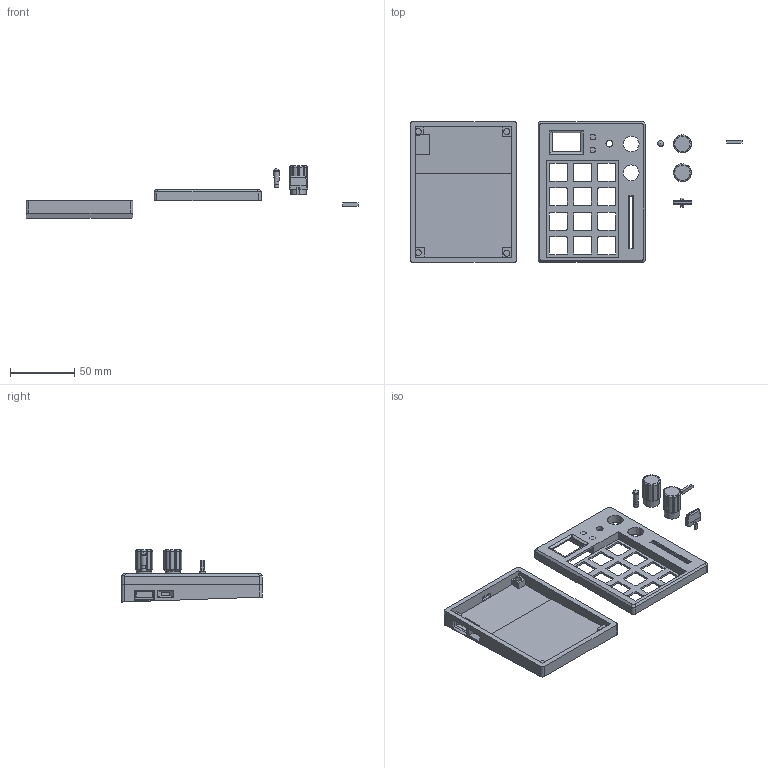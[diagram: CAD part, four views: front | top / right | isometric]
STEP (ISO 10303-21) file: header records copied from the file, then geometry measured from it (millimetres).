
FILE_DESCRIPTION(/* description */ (''),/* implementation_level */ '2;1');
FILE_NAME(/* name */ 'Lukepad.step',/* time_stamp */ '2024-10-19T22:39:30-07:00',/* author */ (''),/* organization */ (''),/* preprocessor_version */ 'ST-DEVELOPER v20',/* originating_system */ 'Autodesk Translation Framework v13.20.0.188',/* authorisation */ '');
FILE_SCHEMA (('AUTOMOTIVE_DESIGN { 1 0 10303 214 3 1 1 }'));
Length unit declared in the file: millimetre
Products named in the file (10): Export; Plate v2 (1); Case (1); Encoder Knob (2) (1); Toggle Cap (1); Slider Slider (1); Encoder Knob (1) (1); Acrylic1 (1); Acrylic2 (1); LED Divider (1)
Assembly tree (9 placements, depth 2):
  Export
    Plate v2 (1)
    Case (1)
    Encoder Knob (2) (1)
    Toggle Cap (1)
    Slider Slider (1)
    Encoder Knob (1) (1)
    Acrylic1 (1)
    Acrylic2 (1)
    LED Divider (1)
Bounding box: 259 x 109.6 x 40.6 mm (x, y, z)
Volume: 78246.8 mm3; surface area: 51000.9 mm2
Topology: 9 solids, 9 shells, 486 faces, 1310 edges, 857 vertices
Faces by surface type: plane 309, cylinder 142, bspline 22, cone 7, sphere 4, torus 2
Full cylindrical faces by diameter (mm): 2.69 x1, 3.69 x1, 4.7 x4, 5.25 x1, 6.15 x2, 7 x2, 12 x2, 12.3 x2
Entity records: 17504 total; most frequent: CARTESIAN_POINT 4980, ORIENTED_EDGE 2620, DIRECTION 2467, EDGE_CURVE 1310, LINE 871, VECTOR 871, VERTEX_POINT 857, AXIS2_PLACEMENT_3D 798
